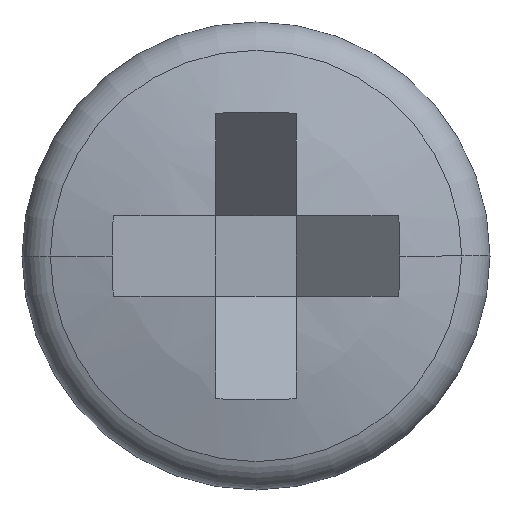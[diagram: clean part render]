
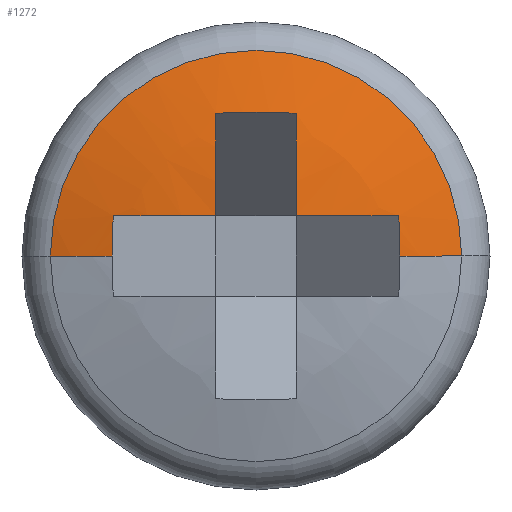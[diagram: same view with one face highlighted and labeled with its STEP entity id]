
A CAD part, front view. The second image highlights one B-rep face of the part: STEP entity #1272.
In plain terms, the highlighted spherical face has radius 10.508 mm.
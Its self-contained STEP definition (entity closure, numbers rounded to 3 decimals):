
#208=CARTESIAN_POINT('',(0.,7.808,0.6));
#209=DIRECTION('',(0.,0.,-1.));
#210=DIRECTION('',(-0.057,-0.998,0.));
#211=AXIS2_PLACEMENT_3D('',#208,#209,#210);
#213=CARTESIAN_POINT('',(4.048,3.831,0.));
#214=DIRECTION('',(-0.713,0.701,0.));
#215=DIRECTION('',(-0.701,-0.713,0.));
#216=AXIS2_PLACEMENT_3D('',#213,#214,#215);
#218=CARTESIAN_POINT('',(-4.048,3.831,0.));
#219=DIRECTION('',(0.713,0.701,0.));
#220=DIRECTION('',(0.699,-0.712,0.068));
#221=AXIS2_PLACEMENT_3D('',#218,#219,#220);
#223=CARTESIAN_POINT('',(0.,7.808,0.6));
#224=DIRECTION('',(0.,0.,-1.));
#225=DIRECTION('',(0.204,-0.979,0.));
#226=AXIS2_PLACEMENT_3D('',#223,#224,#225);
#228=CARTESIAN_POINT('',(0.6,7.808,0.));
#229=DIRECTION('',(1.,0.,0.));
#230=DIRECTION('',(0.,-0.979,0.204));
#231=AXIS2_PLACEMENT_3D('',#228,#229,#230);
#233=CARTESIAN_POINT('',(0.,3.831,-4.048));
#234=DIRECTION('',(0.,-0.701,-0.713));
#235=DIRECTION('',(0.068,-0.712,0.699));
#236=AXIS2_PLACEMENT_3D('',#233,#234,#235);
#238=CARTESIAN_POINT('',(-0.6,7.808,0.));
#239=DIRECTION('',(1.,0.,0.));
#240=DIRECTION('',(0.,-0.979,0.204));
#241=AXIS2_PLACEMENT_3D('',#238,#239,#240);
#321=CARTESIAN_POINT('',(0.,7.808,0.));
#322=DIRECTION('',(0.,0.,1.));
#323=DIRECTION('',(0.205,-0.979,0.));
#324=AXIS2_PLACEMENT_3D('',#321,#322,#323);
#326=CARTESIAN_POINT('',(0.,7.808,0.));
#327=DIRECTION('',(0.,0.,-1.));
#328=DIRECTION('',(-0.205,-0.979,0.));
#329=AXIS2_PLACEMENT_3D('',#326,#327,#328);
#372=CARTESIAN_POINT('',(0.,-2.24,0.));
#373=DIRECTION('',(0.,1.,0.));
#374=DIRECTION('',(-1.,0.,0.));
#375=AXIS2_PLACEMENT_3D('',#372,#373,#374);
#1146=CARTESIAN_POINT('',(-3.076,-2.24,
0.));
#1147=CARTESIAN_POINT('',(3.076,-2.24,
0.));
#1148=VERTEX_POINT('',#1146);
#1149=VERTEX_POINT('',#1147);
#1158=CARTESIAN_POINT('',(-0.6,-2.666,0.6));
#1159=CARTESIAN_POINT('',(-2.136,-2.463,0.6));
#1160=VERTEX_POINT('',#1158);
#1161=VERTEX_POINT('',#1159);
#1162=CARTESIAN_POINT('',(2.136,-2.463,0.6));
#1163=CARTESIAN_POINT('',(0.6,-2.666,0.6));
#1164=VERTEX_POINT('',#1162);
#1165=VERTEX_POINT('',#1163);
#1170=CARTESIAN_POINT('',(-0.6,-2.463,2.136));
#1171=VERTEX_POINT('',#1170);
#1172=CARTESIAN_POINT('',(0.6,-2.463,2.136));
#1173=VERTEX_POINT('',#1172);
#1213=CARTESIAN_POINT('',(2.15,-2.478,0.));
#1214=VERTEX_POINT('',#1213);
#1215=CARTESIAN_POINT('',(-2.15,-2.478,0.));
#1216=VERTEX_POINT('',#1215);
#1245=CARTESIAN_POINT('',(0.,7.808,0.));
#1246=DIRECTION('',(0.,-1.,0.));
#1247=DIRECTION('',(-1.,0.,0.));
#1248=AXIS2_PLACEMENT_3D('',#1245,#1246,#1247);
#1249=SPHERICAL_SURFACE('',#1248,10.508);
#1251=ORIENTED_EDGE('',*,*,#1250,.T.);
#1253=ORIENTED_EDGE('',*,*,#1252,.F.);
#1255=ORIENTED_EDGE('',*,*,#1254,.T.);
#1257=ORIENTED_EDGE('',*,*,#1256,.T.);
#1259=ORIENTED_EDGE('',*,*,#1258,.F.);
#1261=ORIENTED_EDGE('',*,*,#1260,.F.);
#1263=ORIENTED_EDGE('',*,*,#1262,.T.);
#1265=ORIENTED_EDGE('',*,*,#1264,.F.);
#1267=ORIENTED_EDGE('',*,*,#1266,.T.);
#1269=ORIENTED_EDGE('',*,*,#1268,.T.);
#1270=EDGE_LOOP('',(#1251,#1253,#1255,#1257,#1259,#1261,#1263,#1265,#1267,
#1269));
#1271=FACE_OUTER_BOUND('',#1270,.F.);
#212=CIRCLE('',#211,10.491);
#217=CIRCLE('',#216,8.844);
#222=CIRCLE('',#221,8.844);
#227=CIRCLE('',#226,10.491);
#232=CIRCLE('',#231,10.491);
#237=CIRCLE('',#236,8.844);
#242=CIRCLE('',#241,10.491);
#325=CIRCLE('',#324,10.508);
#330=CIRCLE('',#329,10.508);
#376=CIRCLE('',#375,3.076);
#1250=EDGE_CURVE('',#1160,#1161,#212,.T.);
#1252=EDGE_CURVE('',#1216,#1161,#217,.T.);
#1254=EDGE_CURVE('',#1216,#1148,#330,.T.);
#1256=EDGE_CURVE('',#1148,#1149,#376,.T.);
#1258=EDGE_CURVE('',#1214,#1149,#325,.T.);
#1260=EDGE_CURVE('',#1164,#1214,#222,.T.);
#1262=EDGE_CURVE('',#1164,#1165,#227,.T.);
#1264=EDGE_CURVE('',#1173,#1165,#232,.T.);
#1266=EDGE_CURVE('',#1173,#1171,#237,.T.);
#1268=EDGE_CURVE('',#1171,#1160,#242,.T.);
#1272=ADVANCED_FACE('',(#1271),#1249,.T.);
